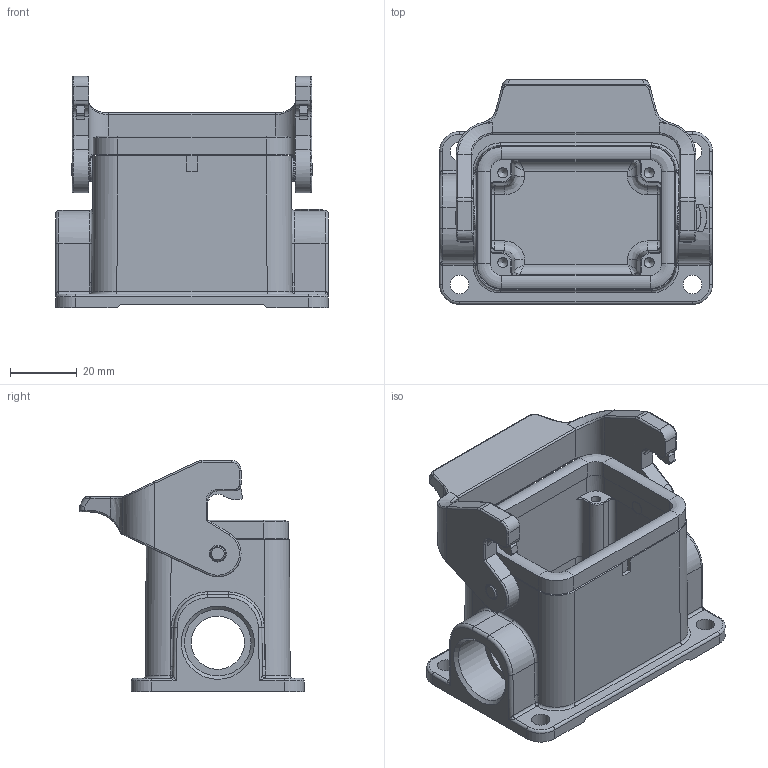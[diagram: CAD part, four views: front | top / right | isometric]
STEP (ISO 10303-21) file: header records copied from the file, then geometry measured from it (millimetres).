
FILE_DESCRIPTION(/* description */ (''),/* implementation_level */ '2;1');
FILE_NAME(/* name */ '100094892ugm000_g.stp',/* time_stamp */ '2017-10-31T11:00:16+01:00',/* author */ (''),/* organization */ (''),/* preprocessor_version */ 'ST-DEVELOPER v16',/* originating_system */ 'SIEMENS PLM Software NX 10.0',/* authorisation */ '');
FILE_SCHEMA (('AUTOMOTIVE_DESIGN { 1 0 10303 214 3 1 1 1 }'));
Length unit declared in the file: millimetre
Products named in the file (1): 100094892ugm000_g
Bounding box: 82 x 67.5 x 69.5 mm (x, y, z)
Volume: 75127.8 mm3; surface area: 36511 mm2
Topology: 2 solids, 2 shells, 529 faces, 1963 edges, 2038 vertices
Faces by surface type: plane 206, cylinder 181, bspline 102, torus 20, cone 12, sphere 6, extrusion 2
Full cylindrical faces by diameter (mm): 0.88 x1, 1.04 x1, 3 x4, 4 x2, 4.8 x2, 5.1 x2, 5.6 x4, 7 x2, 16 x2, 20 x2
Entity records: 25920 total; most frequent: CARTESIAN_POINT 8486, DIRECTION 2573, ORIENTED_EDGE 2550, EDGE_CURVE 1275, AXIS2_PLACEMENT_3D 884, PRESENTATION_STYLE_ASSIGNMENT 876, VERTEX_POINT 810, VECTOR 805
